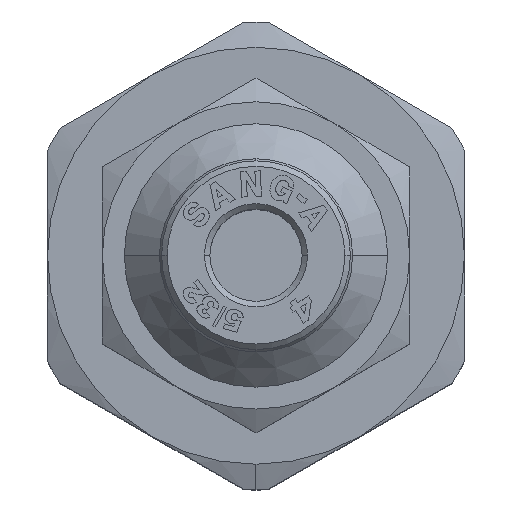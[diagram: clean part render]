
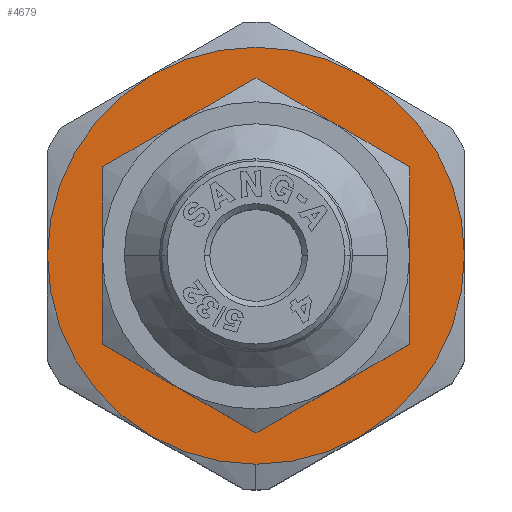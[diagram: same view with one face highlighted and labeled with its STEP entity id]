
A CAD part, top view. The second image highlights one B-rep face of the part: STEP entity #4679.
In plain terms, the highlighted planar face has unit normal (0, 0, 1).
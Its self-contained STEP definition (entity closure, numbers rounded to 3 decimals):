
#254 = CARTESIAN_POINT ( 'NONE',  ( 0., 0., -0.35 ) ) ;
#560 = CARTESIAN_POINT ( 'NONE',  ( 0., 9.5, -0.35 ) ) ;
#577 = VERTEX_POINT ( 'NONE', #560 ) ;
#604 = AXIS2_PLACEMENT_3D ( 'NONE', #254, #3837, #8275 ) ;
#767 = CARTESIAN_POINT ( 'NONE',  ( 0., 0., -0.35 ) ) ;
#770 = CARTESIAN_POINT ( 'NONE',  ( 0., 0., -0.35 ) ) ;
#814 = AXIS2_PLACEMENT_3D ( 'NONE', #770, #1916, #11043 ) ;
#965 = CIRCLE ( 'NONE', #2295, 5. ) ;
#1068 = CIRCLE ( 'NONE', #12225, 9.5 ) ;
#1228 = DIRECTION ( 'NONE',  ( 0., 0., -1. ) ) ;
#1563 = EDGE_CURVE ( 'NONE', #10485, #12014, #13351, .T. ) ;
#1916 = DIRECTION ( 'NONE',  ( 0., 0., -1. ) ) ;
#2288 = CIRCLE ( 'NONE', #7892, 9.5 ) ;
#2295 = AXIS2_PLACEMENT_3D ( 'NONE', #14144, #2768, #8323 ) ;
#2322 = DIRECTION ( 'NONE',  ( -1., 0., 0. ) ) ;
#2357 = EDGE_CURVE ( 'NONE', #5670, #3136, #2288, .T. ) ;
#2768 = DIRECTION ( 'NONE',  ( 0., 0., -1. ) ) ;
#3129 = DIRECTION ( 'NONE',  ( -1., 0., 0. ) ) ;
#3136 = VERTEX_POINT ( 'NONE', #14003 ) ;
#3235 = CARTESIAN_POINT ( 'NONE',  ( 0., 0., -0.35 ) ) ;
#3463 = CARTESIAN_POINT ( 'NONE',  ( 5., 0., -0.35 ) ) ;
#3465 = ORIENTED_EDGE ( 'NONE', *, *, #14152, .F. ) ;
#3564 = CIRCLE ( 'NONE', #604, 9.5 ) ;
#3768 = ORIENTED_EDGE ( 'NONE', *, *, #9160, .F. ) ;
#3837 = DIRECTION ( 'NONE',  ( 0., 0., -1. ) ) ;
#3927 = CARTESIAN_POINT ( 'NONE',  ( 8.227, 4.75, -0.35 ) ) ;
#4107 = AXIS2_PLACEMENT_3D ( 'NONE', #10377, #1228, #2322 ) ;
#4492 = DIRECTION ( 'NONE',  ( -1., 0., 0. ) ) ;
#4617 = ORIENTED_EDGE ( 'NONE', *, *, #2357, .F. ) ;
#4679 = ADVANCED_FACE ( 'NONE', ( #12512, #9499 ), #5134, .T. ) ;
#4981 = CIRCLE ( 'NONE', #11905, 9.5 ) ;
#5134 = PLANE ( 'NONE',  #10552 ) ;
#5188 = DIRECTION ( 'NONE',  ( 1., 0., 0. ) ) ;
#5435 = ORIENTED_EDGE ( 'NONE', *, *, #12908, .F. ) ;
#5468 = DIRECTION ( 'NONE',  ( 0., 0., -1. ) ) ;
#5670 = VERTEX_POINT ( 'NONE', #3927 ) ;
#5693 = ORIENTED_EDGE ( 'NONE', *, *, #12617, .F. ) ;
#6158 = EDGE_CURVE ( 'NONE', #11345, #8853, #1068, .T. ) ;
#7210 = CARTESIAN_POINT ( 'NONE',  ( 0., 0., -0.35 ) ) ;
#7689 = VERTEX_POINT ( 'NONE', #8285 ) ;
#7715 = DIRECTION ( 'NONE',  ( -1., 0., 0. ) ) ;
#7744 = CARTESIAN_POINT ( 'NONE',  ( 0., 0., -0.35 ) ) ;
#7892 = AXIS2_PLACEMENT_3D ( 'NONE', #7744, #9031, #4492 ) ;
#7913 = AXIS2_PLACEMENT_3D ( 'NONE', #767, #13337, #7715 ) ;
#7922 = ORIENTED_EDGE ( 'NONE', *, *, #8040, .T. ) ;
#8040 = EDGE_CURVE ( 'NONE', #12014, #10485, #965, .T. ) ;
#8090 = AXIS2_PLACEMENT_3D ( 'NONE', #7210, #14021, #14069 ) ;
#8240 = DIRECTION ( 'NONE',  ( 0., 0., -1. ) ) ;
#8275 = DIRECTION ( 'NONE',  ( -1., 0., 0. ) ) ;
#8285 = CARTESIAN_POINT ( 'NONE',  ( -8.227, 4.75, -0.35 ) ) ;
#8323 = DIRECTION ( 'NONE',  ( 1., 0., 0. ) ) ;
#8466 = CARTESIAN_POINT ( 'NONE',  ( -5., 0., -0.35 ) ) ;
#8853 = VERTEX_POINT ( 'NONE', #9525 ) ;
#8981 = VERTEX_POINT ( 'NONE', #11939 ) ;
#9031 = DIRECTION ( 'NONE',  ( 0., 0., -1. ) ) ;
#9160 = EDGE_CURVE ( 'NONE', #577, #5670, #11214, .T. ) ;
#9433 = CIRCLE ( 'NONE', #4107, 9.5 ) ;
#9499 = FACE_OUTER_BOUND ( 'NONE', #14534, .T. ) ;
#9525 = CARTESIAN_POINT ( 'NONE',  ( -9.5, 0., -0.35 ) ) ;
#10377 = CARTESIAN_POINT ( 'NONE',  ( 0., 0., -0.35 ) ) ;
#10444 = CARTESIAN_POINT ( 'NONE',  ( 0., 0., -0.35 ) ) ;
#10485 = VERTEX_POINT ( 'NONE', #3463 ) ;
#10552 = AXIS2_PLACEMENT_3D ( 'NONE', #14307, #13046, #5188 ) ;
#11043 = DIRECTION ( 'NONE',  ( -1., 0., 0. ) ) ;
#11214 = CIRCLE ( 'NONE', #814, 9.5 ) ;
#11345 = VERTEX_POINT ( 'NONE', #12761 ) ;
#11905 = AXIS2_PLACEMENT_3D ( 'NONE', #10444, #8240, #12698 ) ;
#11939 = CARTESIAN_POINT ( 'NONE',  ( 0., -9.5, -0.35 ) ) ;
#12014 = VERTEX_POINT ( 'NONE', #8466 ) ;
#12040 = CIRCLE ( 'NONE', #7913, 9.5 ) ;
#12225 = AXIS2_PLACEMENT_3D ( 'NONE', #3235, #5468, #3129 ) ;
#12512 = FACE_BOUND ( 'NONE', #12610, .T. ) ;
#12610 = EDGE_LOOP ( 'NONE', ( #14327, #7922 ) ) ;
#12617 = EDGE_CURVE ( 'NONE', #3136, #8981, #12040, .T. ) ;
#12698 = DIRECTION ( 'NONE',  ( -1., 0., 0. ) ) ;
#12761 = CARTESIAN_POINT ( 'NONE',  ( -8.227, -4.75, -0.35 ) ) ;
#12908 = EDGE_CURVE ( 'NONE', #8853, #7689, #9433, .T. ) ;
#13033 = ORIENTED_EDGE ( 'NONE', *, *, #13439, .F. ) ;
#13046 = DIRECTION ( 'NONE',  ( 0., 0., 1. ) ) ;
#13337 = DIRECTION ( 'NONE',  ( 0., 0., -1. ) ) ;
#13351 = CIRCLE ( 'NONE', #8090, 5. ) ;
#13439 = EDGE_CURVE ( 'NONE', #8981, #11345, #3564, .T. ) ;
#14003 = CARTESIAN_POINT ( 'NONE',  ( 8.227, -4.75, -0.35 ) ) ;
#14021 = DIRECTION ( 'NONE',  ( 0., 0., -1. ) ) ;
#14069 = DIRECTION ( 'NONE',  ( 1., 0., 0. ) ) ;
#14143 = ORIENTED_EDGE ( 'NONE', *, *, #6158, .F. ) ;
#14144 = CARTESIAN_POINT ( 'NONE',  ( 0., 0., -0.35 ) ) ;
#14152 = EDGE_CURVE ( 'NONE', #7689, #577, #4981, .T. ) ;
#14307 = CARTESIAN_POINT ( 'NONE',  ( 0., 0., -0.35 ) ) ;
#14327 = ORIENTED_EDGE ( 'NONE', *, *, #1563, .T. ) ;
#14534 = EDGE_LOOP ( 'NONE', ( #13033, #5693, #4617, #3768, #3465, #5435, #14143 ) ) ;
